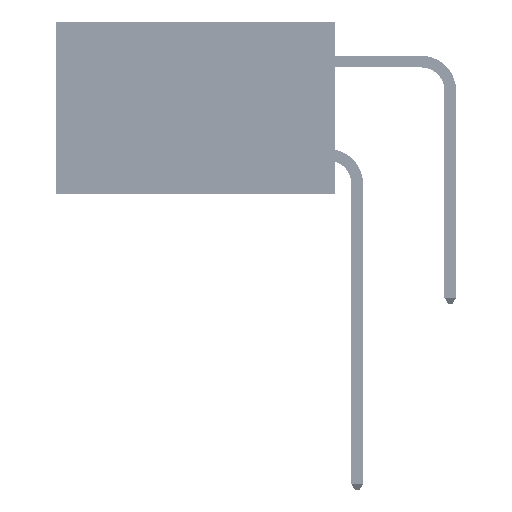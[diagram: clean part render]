
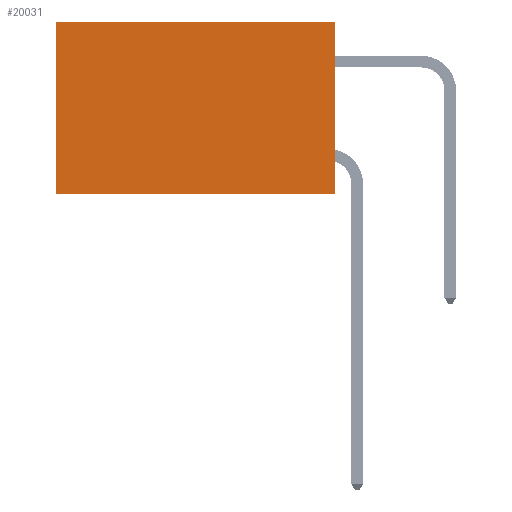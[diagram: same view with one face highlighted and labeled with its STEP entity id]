
A CAD part, left-side view. The second image highlights one B-rep face of the part: STEP entity #20031.
In plain terms, the highlighted planar face has unit normal (-1, 0, 0).
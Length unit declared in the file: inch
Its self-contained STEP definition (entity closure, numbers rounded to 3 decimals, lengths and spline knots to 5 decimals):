
#990 = CARTESIAN_POINT ( 'NONE',  ( 0.2875, 0., -0.37 ) ) ;
#4195 = ORIENTED_EDGE ( 'NONE', *, *, #37473, .T. ) ;
#4599 = VERTEX_POINT ( 'NONE', #32477 ) ;
#7255 = EDGE_CURVE ( 'NONE', #45007, #9371, #43058, .T. ) ;
#8531 = VECTOR ( 'NONE', #8546, 39.37008 ) ;
#8546 = DIRECTION ( 'NONE',  ( 0., 1., 0. ) ) ;
#9371 = VERTEX_POINT ( 'NONE', #25890 ) ;
#9999 = DIRECTION ( 'NONE',  ( 1., 0., 0. ) ) ;
#10159 = CARTESIAN_POINT ( 'NONE',  ( 0.2875, 0., 0. ) ) ;
#10937 = VECTOR ( 'NONE', #15063, 39.37008 ) ;
#15063 = DIRECTION ( 'NONE',  ( 0., 1., 0. ) ) ;
#15115 = ORIENTED_EDGE ( 'NONE', *, *, #7255, .F. ) ;
#16129 = VECTOR ( 'NONE', #38927, 39.37008 ) ;
#18226 = LINE ( 'NONE', #26946, #8531 ) ;
#20031 = ADVANCED_FACE ( 'NONE', ( #25630 ), #31928, .F. ) ;
#21088 = CARTESIAN_POINT ( 'NONE',  ( 0.2875, 0.6, -0.37 ) ) ;
#24847 = DIRECTION ( 'NONE',  ( 0., 0., -1. ) ) ;
#25630 = FACE_OUTER_BOUND ( 'NONE', #42718, .T. ) ;
#25890 = CARTESIAN_POINT ( 'NONE',  ( 0.2875, 0., -0.37 ) ) ;
#26147 = LINE ( 'NONE', #45711, #34708 ) ;
#26946 = CARTESIAN_POINT ( 'NONE',  ( 0.2875, 0., 0. ) ) ;
#27890 = CARTESIAN_POINT ( 'NONE',  ( 0.2875, 0., 0. ) ) ;
#30929 = CARTESIAN_POINT ( 'NONE',  ( 0.2875, 0., 0. ) ) ;
#31928 = PLANE ( 'NONE',  #38770 ) ;
#32477 = CARTESIAN_POINT ( 'NONE',  ( 0.2875, 0.6, 0. ) ) ;
#32682 = ORIENTED_EDGE ( 'NONE', *, *, #35296, .T. ) ;
#34708 = VECTOR ( 'NONE', #38534, 39.37008 ) ;
#35296 = EDGE_CURVE ( 'NONE', #45007, #4599, #18226, .T. ) ;
#37473 = EDGE_CURVE ( 'NONE', #4599, #42975, #26147, .T. ) ;
#37842 = LINE ( 'NONE', #990, #10937 ) ;
#38534 = DIRECTION ( 'NONE',  ( 0., 0., -1. ) ) ;
#38760 = ORIENTED_EDGE ( 'NONE', *, *, #45614, .F. ) ;
#38770 = AXIS2_PLACEMENT_3D ( 'NONE', #10159, #9999, #24847 ) ;
#38927 = DIRECTION ( 'NONE',  ( 0., 0., -1. ) ) ;
#42718 = EDGE_LOOP ( 'NONE', ( #4195, #38760, #15115, #32682 ) ) ;
#42975 = VERTEX_POINT ( 'NONE', #21088 ) ;
#43058 = LINE ( 'NONE', #27890, #16129 ) ;
#45007 = VERTEX_POINT ( 'NONE', #30929 ) ;
#45614 = EDGE_CURVE ( 'NONE', #9371, #42975, #37842, .T. ) ;
#45711 = CARTESIAN_POINT ( 'NONE',  ( 0.2875, 0.6, 0. ) ) ;
